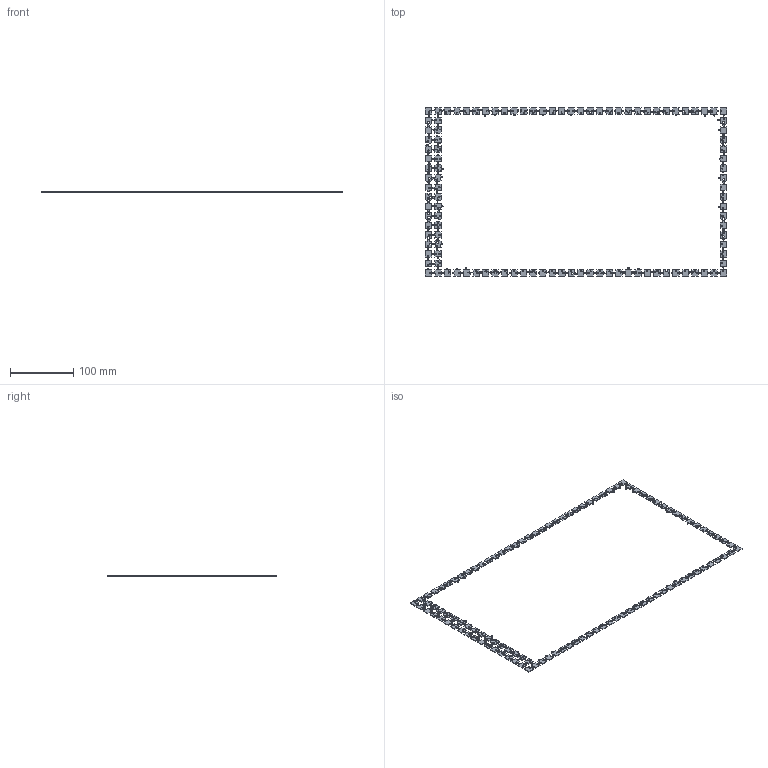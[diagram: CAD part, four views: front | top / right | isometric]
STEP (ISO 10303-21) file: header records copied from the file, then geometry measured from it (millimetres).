
FILE_DESCRIPTION(('HOOPS Exchange Step'),'2;1');
FILE_NAME('temp_export','2024-07-16T12:16:07+08:00',('sharma21'),('Shapr3D Limited'),'HOOPS Exchange 2024.2','Shapr3D','Authorized');
FILE_SCHEMA( ('AUTOMOTIVE_DESIGN { 1 0 10303 214 1 1 1 1 }') );
Length unit declared in the file: millimetre
Products named in the file (1): root
Bounding box: 475 x 265 x 1 mm (x, y, z)
Volume: 11130.7 mm3; surface area: 28909.8 mm2
Topology: 112 solids, 112 shells, 674 faces, 1350 edges, 900 vertices
Faces by surface type: bspline 350, plane 324
Entity records: 21951 total; most frequent: CARTESIAN_POINT 10319, ORIENTED_EDGE 2700, EDGE_CURVE 1350, DIRECTION 1300, VERTEX_POINT 900, B_SPLINE_CURVE_WITH_KNOTS 700, EDGE_LOOP 674, FACE_BOUND 674
